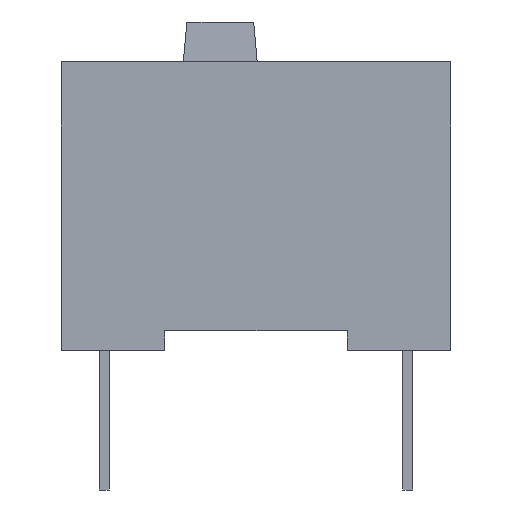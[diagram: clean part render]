
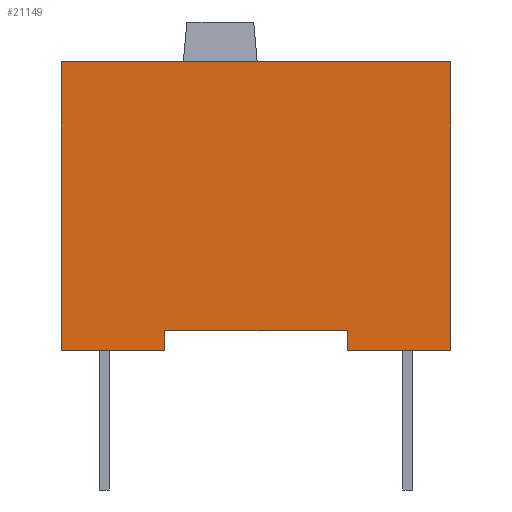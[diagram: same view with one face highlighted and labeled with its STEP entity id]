
A CAD part, left-side view. The second image highlights one B-rep face of the part: STEP entity #21149.
In plain terms, the highlighted planar face has unit normal (-1, 0, 0).
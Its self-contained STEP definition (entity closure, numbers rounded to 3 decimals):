
#6329 = CARTESIAN_POINT ( 'NONE',  ( -11.25, -2.29, 0. ) ) ;
#6407 = CARTESIAN_POINT ( 'NONE',  ( -11.25, -4.89, 0. ) ) ;
#6441 = DIRECTION ( 'NONE',  ( 0., -1., 0. ) ) ;
#6442 = VECTOR ( 'NONE', #6441, 1000. ) ;
#6443 = CARTESIAN_POINT ( 'NONE',  ( -11.25, 4.89, 0. ) ) ;
#6444 = LINE ( 'NONE', #6443, #6442 ) ;
#6628 = DIRECTION ( 'NONE',  ( 0., -1., 0. ) ) ;
#6629 = VECTOR ( 'NONE', #6628, 1000. ) ;
#6630 = CARTESIAN_POINT ( 'NONE',  ( -11.25, 4.89, 0. ) ) ;
#6631 = LINE ( 'NONE', #6630, #6629 ) ;
#6632 = CARTESIAN_POINT ( 'NONE',  ( -11.25, 2.29, 0. ) ) ;
#6708 = CARTESIAN_POINT ( 'NONE',  ( -11.25, 4.89, 0. ) ) ;
#9502 = CARTESIAN_POINT ( 'NONE',  ( -11.25, 4.89, 7.25 ) ) ;
#9554 = DIRECTION ( 'NONE',  ( 0., -1., 0. ) ) ;
#9555 = VECTOR ( 'NONE', #9554, 1000. ) ;
#9556 = CARTESIAN_POINT ( 'NONE',  ( -11.25, 4.89, 7.25 ) ) ;
#9557 = LINE ( 'NONE', #9556, #9555 ) ;
#9558 = CARTESIAN_POINT ( 'NONE',  ( -11.25, -4.89, 7.25 ) ) ;
#21140 = ORIENTED_EDGE ( 'NONE', *, *, #24506, .T. ) ;
#21141 = EDGE_CURVE ( 'NONE', #21143, #24504, #26803, .T. ) ;
#21142 = VERTEX_POINT ( 'NONE', #26799 ) ;
#21143 = VERTEX_POINT ( 'NONE', #26798 ) ;
#21144 = ORIENTED_EDGE ( 'NONE', *, *, #21258, .T. ) ;
#21145 = ORIENTED_EDGE ( 'NONE', *, *, #21146, .F. ) ;
#21146 = EDGE_CURVE ( 'NONE', #21142, #21143, #26797, .T. ) ;
#21148 = EDGE_LOOP ( 'NONE', ( #21140, #21150, #21145, #21144, #21259, #21260, #21262, #21263 ) ) ;
#21149 = ADVANCED_FACE ( 'NONE', ( #26788 ), #26831, .F. ) ;
#21150 = ORIENTED_EDGE ( 'NONE', *, *, #21141, .F. ) ;
#21258 = EDGE_CURVE ( 'NONE', #21142, #24357, #27075, .T. ) ;
#21259 = ORIENTED_EDGE ( 'NONE', *, *, #24416, .T. ) ;
#21260 = ORIENTED_EDGE ( 'NONE', *, *, #21261, .F. ) ;
#21261 = EDGE_CURVE ( 'NONE', #25289, #24400, #27071, .T. ) ;
#21262 = ORIENTED_EDGE ( 'NONE', *, *, #25290, .F. ) ;
#21263 = ORIENTED_EDGE ( 'NONE', *, *, #21264, .T. ) ;
#21264 = EDGE_CURVE ( 'NONE', #25283, #24557, #27067, .T. ) ;
#24357 = VERTEX_POINT ( 'NONE', #6329 ) ;
#24400 = VERTEX_POINT ( 'NONE', #6407 ) ;
#24416 = EDGE_CURVE ( 'NONE', #24357, #24400, #6444, .T. ) ;
#24504 = VERTEX_POINT ( 'NONE', #6632 ) ;
#24506 = EDGE_CURVE ( 'NONE', #24557, #24504, #6631, .T. ) ;
#24557 = VERTEX_POINT ( 'NONE', #6708 ) ;
#25283 = VERTEX_POINT ( 'NONE', #9502 ) ;
#25289 = VERTEX_POINT ( 'NONE', #9558 ) ;
#25290 = EDGE_CURVE ( 'NONE', #25283, #25289, #9557, .T. ) ;
#26788 = FACE_OUTER_BOUND ( 'NONE', #21148, .T. ) ;
#26794 = DIRECTION ( 'NONE',  ( 0., 1., 0. ) ) ;
#26795 = VECTOR ( 'NONE', #26794, 1000. ) ;
#26796 = CARTESIAN_POINT ( 'NONE',  ( -11.25, 2.29, 0.5 ) ) ;
#26797 = LINE ( 'NONE', #26796, #26795 ) ;
#26798 = CARTESIAN_POINT ( 'NONE',  ( -11.25, 2.29, 0.5 ) ) ;
#26799 = CARTESIAN_POINT ( 'NONE',  ( -11.25, -2.29, 0.5 ) ) ;
#26800 = DIRECTION ( 'NONE',  ( 0., 0., -1. ) ) ;
#26801 = VECTOR ( 'NONE', #26800, 1000. ) ;
#26802 = CARTESIAN_POINT ( 'NONE',  ( -11.25, 2.29, 0.5 ) ) ;
#26803 = LINE ( 'NONE', #26802, #26801 ) ;
#26826 = DIRECTION ( 'NONE',  ( 0., 1., 0. ) ) ;
#26827 = DIRECTION ( 'NONE',  ( 1., 0., 0. ) ) ;
#26828 = CARTESIAN_POINT ( 'NONE',  ( -11.25, 4.89, 7.25 ) ) ;
#26829 = AXIS2_PLACEMENT_3D ( 'NONE', #26828, #26827, #26826 ) ;
#26831 = PLANE ( 'NONE',  #26829 ) ;
#27063 = DIRECTION ( 'NONE',  ( 0., 0., -1. ) ) ;
#27064 = VECTOR ( 'NONE', #27063, 1000. ) ;
#27065 = CARTESIAN_POINT ( 'NONE',  ( -11.25, 4.89, 7.25 ) ) ;
#27067 = LINE ( 'NONE', #27065, #27064 ) ;
#27068 = DIRECTION ( 'NONE',  ( 0., 0., -1. ) ) ;
#27069 = VECTOR ( 'NONE', #27068, 1000. ) ;
#27070 = CARTESIAN_POINT ( 'NONE',  ( -11.25, -4.89, 7.25 ) ) ;
#27071 = LINE ( 'NONE', #27070, #27069 ) ;
#27072 = DIRECTION ( 'NONE',  ( 0., 0., -1. ) ) ;
#27073 = VECTOR ( 'NONE', #27072, 1000. ) ;
#27074 = CARTESIAN_POINT ( 'NONE',  ( -11.25, -2.29, 0.5 ) ) ;
#27075 = LINE ( 'NONE', #27074, #27073 ) ;
